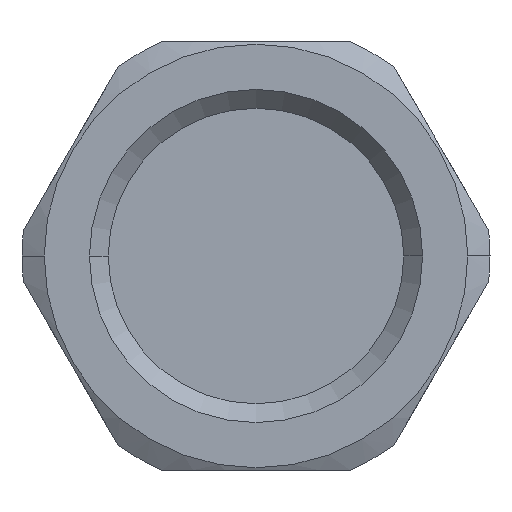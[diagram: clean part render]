
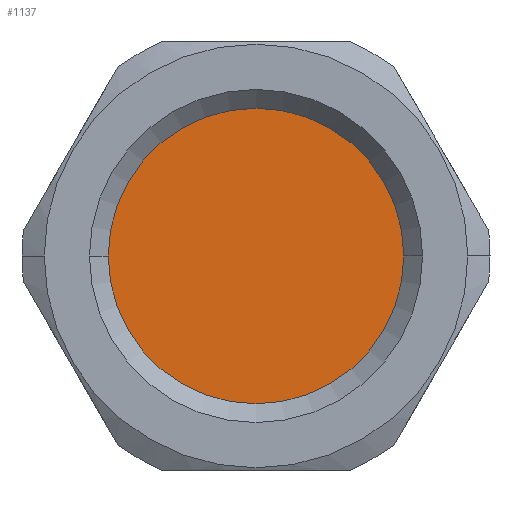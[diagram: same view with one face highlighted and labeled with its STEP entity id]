
A CAD part, left-side view. The second image highlights one B-rep face of the part: STEP entity #1137.
In plain terms, the highlighted planar face has unit normal (-1, 0, 0).
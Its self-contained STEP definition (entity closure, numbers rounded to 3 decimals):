
#44 = VERTEX_POINT ( 'NONE', #851 ) ;
#175 = PLANE ( 'NONE',  #1814 ) ;
#249 = CARTESIAN_POINT ( 'NONE',  ( -25.416, 0., 0. ) ) ;
#517 = VERTEX_POINT ( 'NONE', #528 ) ;
#528 = CARTESIAN_POINT ( 'NONE',  ( -25.416, 9.315, 0. ) ) ;
#743 = DIRECTION ( 'NONE',  ( 1., 0., 0. ) ) ;
#851 = CARTESIAN_POINT ( 'NONE',  ( -25.416, -9.315, 0. ) ) ;
#864 = DIRECTION ( 'NONE',  ( 0., 0., -1. ) ) ;
#1137 = ADVANCED_FACE ( 'NONE', ( #2655 ), #175, .F. ) ;
#1389 = EDGE_CURVE ( 'NONE', #517, #44, #1996, .T. ) ;
#1469 = DIRECTION ( 'NONE',  ( 1., 0., 0. ) ) ;
#1478 = CARTESIAN_POINT ( 'NONE',  ( -25.416, 0., 0. ) ) ;
#1588 = DIRECTION ( 'NONE',  ( 0., 0., -1. ) ) ;
#1779 = AXIS2_PLACEMENT_3D ( 'NONE', #1478, #1469, #1588 ) ;
#1814 = AXIS2_PLACEMENT_3D ( 'NONE', #249, #743, #864 ) ;
#1996 = CIRCLE ( 'NONE', #1779, 9.315 ) ;
#2440 = AXIS2_PLACEMENT_3D ( 'NONE', #2985, #3026, #3032 ) ;
#2491 = ORIENTED_EDGE ( 'NONE', *, *, #2965, .F. ) ;
#2492 = ORIENTED_EDGE ( 'NONE', *, *, #1389, .F. ) ;
#2589 = CIRCLE ( 'NONE', #2440, 9.315 ) ;
#2655 = FACE_OUTER_BOUND ( 'NONE', #2848, .T. ) ;
#2848 = EDGE_LOOP ( 'NONE', ( #2491, #2492 ) ) ;
#2965 = EDGE_CURVE ( 'NONE', #44, #517, #2589, .T. ) ;
#2985 = CARTESIAN_POINT ( 'NONE',  ( -25.416, 0., 0. ) ) ;
#3026 = DIRECTION ( 'NONE',  ( 1., 0., 0. ) ) ;
#3032 = DIRECTION ( 'NONE',  ( 0., 0., -1. ) ) ;
